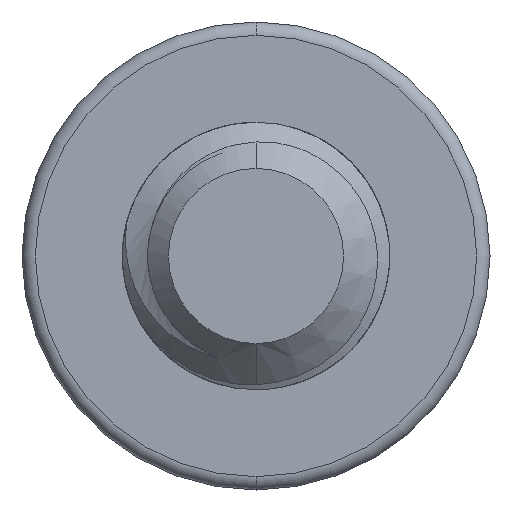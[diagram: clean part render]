
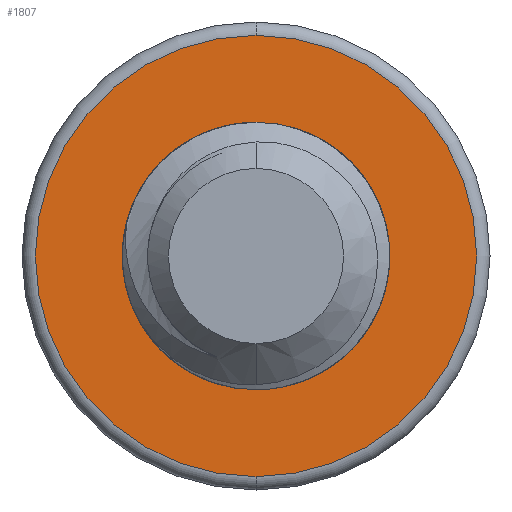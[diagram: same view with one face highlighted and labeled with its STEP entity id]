
A CAD part, front view. The second image highlights one B-rep face of the part: STEP entity #1807.
In plain terms, the highlighted planar face has unit normal (0, -1, 0).
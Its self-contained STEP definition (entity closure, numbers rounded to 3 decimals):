
#12 = CARTESIAN_POINT ( 'NONE',  ( -1.456, 20., 0.722 ) ) ;
#196 = VERTEX_POINT ( 'NONE', #2536 ) ;
#199 = EDGE_CURVE ( 'NONE', #352, #906, #2980, .T. ) ;
#333 = PLANE ( 'NONE',  #9036 ) ;
#349 = EDGE_CURVE ( 'NONE', #196, #4903, #4999, .T. ) ;
#352 = VERTEX_POINT ( 'NONE', #4352 ) ;
#496 = ORIENTED_EDGE ( 'NONE', *, *, #10569, .T. ) ;
#674 = CARTESIAN_POINT ( 'NONE',  ( 0., 20., 3.3 ) ) ;
#896 = CARTESIAN_POINT ( 'NONE',  ( -1.494, 20., -0.629 ) ) ;
#906 = VERTEX_POINT ( 'NONE', #10027 ) ;
#950 = CARTESIAN_POINT ( 'NONE',  ( -1.404, 20., 0.818 ) ) ;
#1006 = CARTESIAN_POINT ( 'NONE',  ( 0., 20., 0. ) ) ;
#1017 = ORIENTED_EDGE ( 'NONE', *, *, #10855, .T. ) ;
#1024 = CARTESIAN_POINT ( 'NONE',  ( -0.048, 20., 1.697 ) ) ;
#1069 = CARTESIAN_POINT ( 'NONE',  ( -0.921, 20., -1.486 ) ) ;
#1361 = DIRECTION ( 'NONE',  ( 0., -1., 0. ) ) ;
#1393 = CARTESIAN_POINT ( 'NONE',  ( -1.392, 20., -0.913 ) ) ;
#1469 = CIRCLE ( 'NONE', #3748, 3.3 ) ;
#1765 = CARTESIAN_POINT ( 'NONE',  ( -0.988, 20., 1.303 ) ) ;
#1807 = ADVANCED_FACE ( 'NONE', ( #4461, #7859 ), #333, .T. ) ;
#1832 = ORIENTED_EDGE ( 'NONE', *, *, #3042, .T. ) ;
#1888 = CARTESIAN_POINT ( 'NONE',  ( 0.04, 20., -1.876 ) ) ;
#1896 = CARTESIAN_POINT ( 'NONE',  ( 1.799, 20., 0.712 ) ) ;
#2049 = CARTESIAN_POINT ( 'NONE',  ( 0.924, 20., -1.717 ) ) ;
#2111 = CARTESIAN_POINT ( 'NONE',  ( 1.956, 20., 0.295 ) ) ;
#2170 = CARTESIAN_POINT ( 'NONE',  ( 2., 20., 0. ) ) ;
#2536 = CARTESIAN_POINT ( 'NONE',  ( 2., 20., 0. ) ) ;
#2593 = CARTESIAN_POINT ( 'NONE',  ( -0.608, 20., 1.503 ) ) ;
#2705 = DIRECTION ( 'NONE',  ( 0., 0., 1. ) ) ;
#2716 = CARTESIAN_POINT ( 'NONE',  ( 1.427, 20., -1.401 ) ) ;
#2724 = CARTESIAN_POINT ( 'NONE',  ( 0.965, 20., 1.532 ) ) ;
#2772 = CARTESIAN_POINT ( 'NONE',  ( 1.427, 20., -1.401 ) ) ;
#2980 = B_SPLINE_CURVE_WITH_KNOTS ( 'NONE', 3,
 ( #896, #5066, #10050, #9281, #10269, #12, #950, #9452, #7646, #1765, #10104, #2593 ),
 .UNSPECIFIED., .F., .F.,
 ( 4, 2, 2, 2, 2, 4 ),
 ( 0., 0.001, 0.001, 0.002, 0.002, 0.003 ),
 .UNSPECIFIED. ) ;
#3042 = EDGE_CURVE ( 'NONE', #4903, #352, #5821, .T. ) ;
#3200 = CARTESIAN_POINT ( 'NONE',  ( -1.494, 20., -0.629 ) ) ;
#3304 = AXIS2_PLACEMENT_3D ( 'NONE', #3939, #1361, #4815 ) ;
#3422 = DIRECTION ( 'NONE',  ( 0., 1., 0. ) ) ;
#3471 = CARTESIAN_POINT ( 'NONE',  ( 0., 20., 0. ) ) ;
#3547 = CARTESIAN_POINT ( 'NONE',  ( 0.396, 20., 1.704 ) ) ;
#3677 = ORIENTED_EDGE ( 'NONE', *, *, #349, .T. ) ;
#3748 = AXIS2_PLACEMENT_3D ( 'NONE', #9266, #4393, #7739 ) ;
#3754 = CARTESIAN_POINT ( 'NONE',  ( -0.797, 20., -1.573 ) ) ;
#3939 = CARTESIAN_POINT ( 'NONE',  ( 0., 20., 0. ) ) ;
#4166 = B_SPLINE_CURVE_WITH_KNOTS ( 'NONE', 3,
 ( #8693, #4318, #7608, #1024, #6841, #3547, #6896, #5194, #2724, #8536, #6073, #1896, #5250, #2111, #4695, #2170 ),
 .UNSPECIFIED., .F., .F.,
 ( 4, 2, 2, 2, 2, 2, 2, 4 ),
 ( 0., 0., 0.001, 0.001, 0.002, 0.003, 0.003, 0.004 ),
 .UNSPECIFIED. ) ;
#4241 = EDGE_CURVE ( 'NONE', #7013, #4434, #1469, .T. ) ;
#4318 = CARTESIAN_POINT ( 'NONE',  ( -0.476, 20., 1.575 ) ) ;
#4352 = CARTESIAN_POINT ( 'NONE',  ( -1.494, 20., -0.629 ) ) ;
#4393 = DIRECTION ( 'NONE',  ( 0., -1., 0. ) ) ;
#4420 = ORIENTED_EDGE ( 'NONE', *, *, #4241, .T. ) ;
#4434 = VERTEX_POINT ( 'NONE', #9580 ) ;
#4461 = FACE_OUTER_BOUND ( 'NONE', #9759, .T. ) ;
#4581 = CARTESIAN_POINT ( 'NONE',  ( 0.781, 20., -1.771 ) ) ;
#4695 = CARTESIAN_POINT ( 'NONE',  ( 1.987, 20., 0.149 ) ) ;
#4815 = DIRECTION ( 'NONE',  ( 0., 0., -1. ) ) ;
#4903 = VERTEX_POINT ( 'NONE', #2772 ) ;
#4999 = CIRCLE ( 'NONE', #7635, 2. ) ;
#5066 = CARTESIAN_POINT ( 'NONE',  ( -1.578, 20., -0.43 ) ) ;
#5149 = ORIENTED_EDGE ( 'NONE', *, *, #199, .T. ) ;
#5194 = CARTESIAN_POINT ( 'NONE',  ( 0.828, 20., 1.594 ) ) ;
#5242 = CARTESIAN_POINT ( 'NONE',  ( -0.393, 20., -1.768 ) ) ;
#5250 = CARTESIAN_POINT ( 'NONE',  ( 1.863, 20., 0.575 ) ) ;
#5507 = CARTESIAN_POINT ( 'NONE',  ( -1.453, 20., -0.774 ) ) ;
#5821 = B_SPLINE_CURVE_WITH_KNOTS ( 'NONE', 3,
 ( #2716, #9564, #9405, #2049, #4581, #7925, #1888, #5242, #8582, #3754, #1069, #7765, #9667, #1393, #5507, #3200 ),
 .UNSPECIFIED., .F., .F.,
 ( 4, 2, 2, 2, 2, 2, 2, 4 ),
 ( 0., 0., 0.001, 0.002, 0.002, 0.003, 0.003, 0.004 ),
 .UNSPECIFIED. ) ;
#6073 = CARTESIAN_POINT ( 'NONE',  ( 1.564, 20., 1.088 ) ) ;
#6841 = CARTESIAN_POINT ( 'NONE',  ( 0.1, 20., 1.712 ) ) ;
#6896 = CARTESIAN_POINT ( 'NONE',  ( 0.545, 20., 1.679 ) ) ;
#7013 = VERTEX_POINT ( 'NONE', #674 ) ;
#7036 = DIRECTION ( 'NONE',  ( 0., 0., -1. ) ) ;
#7158 = CIRCLE ( 'NONE', #3304, 3.3 ) ;
#7608 = CARTESIAN_POINT ( 'NONE',  ( -0.338, 20., 1.628 ) ) ;
#7635 = AXIS2_PLACEMENT_3D ( 'NONE', #1006, #3422, #2705 ) ;
#7646 = CARTESIAN_POINT ( 'NONE',  ( -1.217, 20., 1.077 ) ) ;
#7694 = DIRECTION ( 'NONE',  ( 0., -1., 0. ) ) ;
#7739 = DIRECTION ( 'NONE',  ( 0., 0., -1. ) ) ;
#7765 = CARTESIAN_POINT ( 'NONE',  ( -1.141, 20., -1.283 ) ) ;
#7852 = EDGE_LOOP ( 'NONE', ( #3677, #1832, #5149, #1017 ) ) ;
#7859 = FACE_BOUND ( 'NONE', #7852, .T. ) ;
#7925 = CARTESIAN_POINT ( 'NONE',  ( 0.348, 20., -1.877 ) ) ;
#8536 = CARTESIAN_POINT ( 'NONE',  ( 1.347, 20., 1.302 ) ) ;
#8582 = CARTESIAN_POINT ( 'NONE',  ( -0.535, 20., -1.713 ) ) ;
#8693 = CARTESIAN_POINT ( 'NONE',  ( -0.608, 20., 1.503 ) ) ;
#9036 = AXIS2_PLACEMENT_3D ( 'NONE', #3471, #7694, #7036 ) ;
#9266 = CARTESIAN_POINT ( 'NONE',  ( 0., 20., 0. ) ) ;
#9281 = CARTESIAN_POINT ( 'NONE',  ( -1.621, 20., 0.211 ) ) ;
#9405 = CARTESIAN_POINT ( 'NONE',  ( 1.188, 20., -1.58 ) ) ;
#9452 = CARTESIAN_POINT ( 'NONE',  ( -1.285, 20., 0.995 ) ) ;
#9564 = CARTESIAN_POINT ( 'NONE',  ( 1.312, 20., -1.498 ) ) ;
#9580 = CARTESIAN_POINT ( 'NONE',  ( 0., 20., -3.3 ) ) ;
#9667 = CARTESIAN_POINT ( 'NONE',  ( -1.235, 20., -1.168 ) ) ;
#9759 = EDGE_LOOP ( 'NONE', ( #496, #4420 ) ) ;
#10027 = CARTESIAN_POINT ( 'NONE',  ( -0.608, 20., 1.503 ) ) ;
#10050 = CARTESIAN_POINT ( 'NONE',  ( -1.621, 20., -0.215 ) ) ;
#10104 = CARTESIAN_POINT ( 'NONE',  ( -0.808, 20., 1.422 ) ) ;
#10269 = CARTESIAN_POINT ( 'NONE',  ( -1.579, 20., 0.426 ) ) ;
#10569 = EDGE_CURVE ( 'NONE', #4434, #7013, #7158, .T. ) ;
#10855 = EDGE_CURVE ( 'NONE', #906, #196, #4166, .T. ) ;
